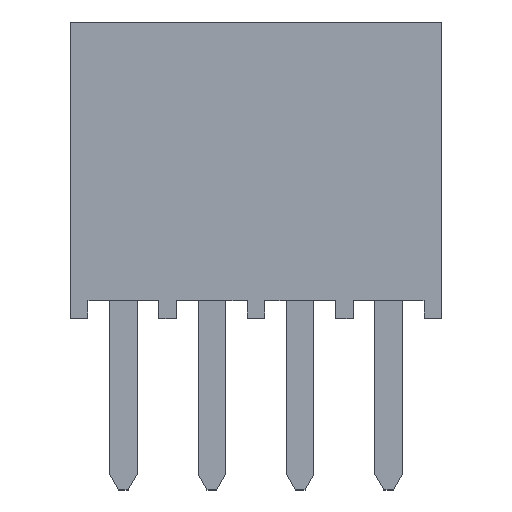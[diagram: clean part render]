
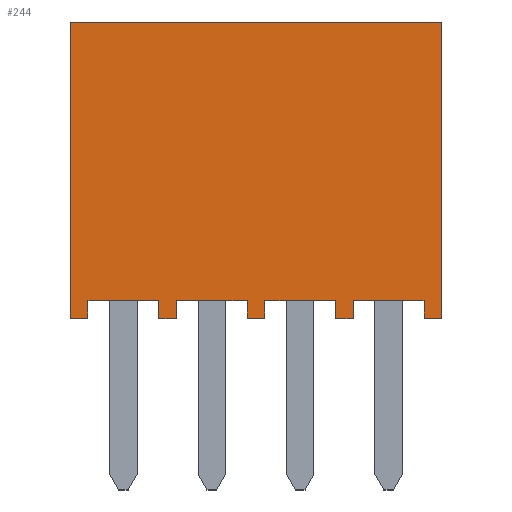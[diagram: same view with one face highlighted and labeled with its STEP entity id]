
A CAD part, top view. The second image highlights one B-rep face of the part: STEP entity #244.
In plain terms, the highlighted planar face has unit normal (0, 0, 1).
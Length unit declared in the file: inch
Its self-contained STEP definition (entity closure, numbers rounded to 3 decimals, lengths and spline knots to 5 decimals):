
#244 = ADVANCED_FACE( '', ( #545 ), #546, .F. );
#545 = FACE_OUTER_BOUND( '', #931, .T. );
#546 = PLANE( '', #932 );
#931 = EDGE_LOOP( '', ( #1470, #1471, #1472, #1473, #1474, #1475, #1476, #1477, #1478, #1479, #1480, #1481, #1482, #1483, #1484, #1485, #1486, #1487, #1488, #1489 ) );
#932 = AXIS2_PLACEMENT_3D( '', #1490, #1491, #1492 );
#1470 = ORIENTED_EDGE( '', *, *, #2364, .F. );
#1471 = ORIENTED_EDGE( '', *, *, #2456, .T. );
#1472 = ORIENTED_EDGE( '', *, *, #2457, .F. );
#1473 = ORIENTED_EDGE( '', *, *, #2458, .F. );
#1474 = ORIENTED_EDGE( '', *, *, #2459, .T. );
#1475 = ORIENTED_EDGE( '', *, *, #2332, .T. );
#1476 = ORIENTED_EDGE( '', *, *, #2460, .F. );
#1477 = ORIENTED_EDGE( '', *, *, #2461, .F. );
#1478 = ORIENTED_EDGE( '', *, *, #2462, .F. );
#1479 = ORIENTED_EDGE( '', *, *, #2346, .T. );
#1480 = ORIENTED_EDGE( '', *, *, #2324, .F. );
#1481 = ORIENTED_EDGE( '', *, *, #2463, .F. );
#1482 = ORIENTED_EDGE( '', *, *, #2464, .F. );
#1483 = ORIENTED_EDGE( '', *, *, #2465, .T. );
#1484 = ORIENTED_EDGE( '', *, *, #2466, .F. );
#1485 = ORIENTED_EDGE( '', *, *, #2319, .F. );
#1486 = ORIENTED_EDGE( '', *, *, #2467, .F. );
#1487 = ORIENTED_EDGE( '', *, *, #2468, .T. );
#1488 = ORIENTED_EDGE( '', *, *, #2469, .F. );
#1489 = ORIENTED_EDGE( '', *, *, #2470, .F. );
#1490 = CARTESIAN_POINT( '', ( -0.21, 0.335, 0.0975 ) );
#1491 = DIRECTION( '', ( 0., 0., -1. ) );
#1492 = DIRECTION( '', ( -1., 0., 0. ) );
#2319 = EDGE_CURVE( '', #2764, #2766, #2767, .T. );
#2324 = EDGE_CURVE( '', #2773, #2775, #2776, .T. );
#2332 = EDGE_CURVE( '', #2788, #2785, #2789, .T. );
#2346 = EDGE_CURVE( '', #2812, #2775, #2813, .T. );
#2364 = EDGE_CURVE( '', #2843, #2845, #2846, .T. );
#2456 = EDGE_CURVE( '', #2843, #3001, #3002, .T. );
#2457 = EDGE_CURVE( '', #3003, #3001, #3004, .T. );
#2458 = EDGE_CURVE( '', #3005, #3003, #3006, .T. );
#2459 = EDGE_CURVE( '', #3005, #2788, #3007, .T. );
#2460 = EDGE_CURVE( '', #3008, #2785, #3009, .T. );
#2461 = EDGE_CURVE( '', #3010, #3008, #3011, .T. );
#2462 = EDGE_CURVE( '', #2812, #3010, #3012, .T. );
#2463 = EDGE_CURVE( '', #3013, #2773, #3014, .T. );
#2464 = EDGE_CURVE( '', #3015, #3013, #3016, .T. );
#2465 = EDGE_CURVE( '', #3015, #3017, #3018, .T. );
#2466 = EDGE_CURVE( '', #2766, #3017, #3019, .T. );
#2467 = EDGE_CURVE( '', #3020, #2764, #3021, .T. );
#2468 = EDGE_CURVE( '', #3020, #3022, #3023, .T. );
#2469 = EDGE_CURVE( '', #3024, #3022, #3025, .T. );
#2470 = EDGE_CURVE( '', #2845, #3024, #3026, .T. );
#2764 = VERTEX_POINT( '', #3417 );
#2766 = VERTEX_POINT( '', #3420 );
#2767 = LINE( '', #3421, #3422 );
#2773 = VERTEX_POINT( '', #3430 );
#2775 = VERTEX_POINT( '', #3433 );
#2776 = LINE( '', #3434, #3435 );
#2785 = VERTEX_POINT( '', #3448 );
#2788 = VERTEX_POINT( '', #3452 );
#2789 = LINE( '', #3453, #3454 );
#2812 = VERTEX_POINT( '', #3487 );
#2813 = LINE( '', #3488, #3489 );
#2843 = VERTEX_POINT( '', #3532 );
#2845 = VERTEX_POINT( '', #3535 );
#2846 = LINE( '', #3536, #3537 );
#3001 = VERTEX_POINT( '', #3763 );
#3002 = LINE( '', #3764, #3765 );
#3003 = VERTEX_POINT( '', #3766 );
#3004 = LINE( '', #3767, #3768 );
#3005 = VERTEX_POINT( '', #3769 );
#3006 = LINE( '', #3770, #3771 );
#3007 = LINE( '', #3772, #3773 );
#3008 = VERTEX_POINT( '', #3774 );
#3009 = LINE( '', #3775, #3776 );
#3010 = VERTEX_POINT( '', #3777 );
#3011 = LINE( '', #3778, #3779 );
#3012 = LINE( '', #3780, #3781 );
#3013 = VERTEX_POINT( '', #3782 );
#3014 = LINE( '', #3783, #3784 );
#3015 = VERTEX_POINT( '', #3785 );
#3016 = LINE( '', #3786, #3787 );
#3017 = VERTEX_POINT( '', #3788 );
#3018 = LINE( '', #3789, #3790 );
#3019 = LINE( '', #3791, #3792 );
#3020 = VERTEX_POINT( '', #3793 );
#3021 = LINE( '', #3794, #3795 );
#3022 = VERTEX_POINT( '', #3796 );
#3023 = LINE( '', #3797, #3798 );
#3024 = VERTEX_POINT( '', #3799 );
#3025 = LINE( '', #3800, #3801 );
#3026 = LINE( '', #3802, #3803 );
#3417 = CARTESIAN_POINT( '', ( 0.09, 0.02, 0.0975 ) );
#3420 = CARTESIAN_POINT( '', ( 0.01, 0.02, 0.0975 ) );
#3421 = CARTESIAN_POINT( '', ( -0.21, 0.02, 0.0975 ) );
#3422 = VECTOR( '', #4328, 39.37008 );
#3430 = CARTESIAN_POINT( '', ( -0.09, 0.02, 0.0975 ) );
#3433 = CARTESIAN_POINT( '', ( -0.09, 0., 0.0975 ) );
#3434 = CARTESIAN_POINT( '', ( -0.09, 0.335, 0.0975 ) );
#3435 = VECTOR( '', #4332, 39.37008 );
#3448 = CARTESIAN_POINT( '', ( -0.19, 0., 0.0975 ) );
#3452 = CARTESIAN_POINT( '', ( -0.21, 0., 0.0975 ) );
#3453 = CARTESIAN_POINT( '', ( -0.21, 0., 0.0975 ) );
#3454 = VECTOR( '', #4338, 39.37008 );
#3487 = CARTESIAN_POINT( '', ( -0.11, 0., 0.0975 ) );
#3488 = CARTESIAN_POINT( '', ( -0.21, 0., 0.0975 ) );
#3489 = VECTOR( '', #4349, 39.37008 );
#3532 = CARTESIAN_POINT( '', ( 0.19, 0., 0.0975 ) );
#3535 = CARTESIAN_POINT( '', ( 0.19, 0.02, 0.0975 ) );
#3536 = CARTESIAN_POINT( '', ( 0.19, 0.335, 0.0975 ) );
#3537 = VECTOR( '', #4364, 39.37008 );
#3763 = CARTESIAN_POINT( '', ( 0.21, 0., 0.0975 ) );
#3764 = CARTESIAN_POINT( '', ( -0.21, 0., 0.0975 ) );
#3765 = VECTOR( '', #4436, 39.37008 );
#3766 = CARTESIAN_POINT( '', ( 0.21, 0.335, 0.0975 ) );
#3767 = CARTESIAN_POINT( '', ( 0.21, 0.335, 0.0975 ) );
#3768 = VECTOR( '', #4437, 39.37008 );
#3769 = CARTESIAN_POINT( '', ( -0.21, 0.335, 0.0975 ) );
#3770 = CARTESIAN_POINT( '', ( -0.21, 0.335, 0.0975 ) );
#3771 = VECTOR( '', #4438, 39.37008 );
#3772 = CARTESIAN_POINT( '', ( -0.21, 0.335, 0.0975 ) );
#3773 = VECTOR( '', #4439, 39.37008 );
#3774 = CARTESIAN_POINT( '', ( -0.19, 0.02, 0.0975 ) );
#3775 = CARTESIAN_POINT( '', ( -0.19, 0.335, 0.0975 ) );
#3776 = VECTOR( '', #4440, 39.37008 );
#3777 = CARTESIAN_POINT( '', ( -0.11, 0.02, 0.0975 ) );
#3778 = CARTESIAN_POINT( '', ( -0.21, 0.02, 0.0975 ) );
#3779 = VECTOR( '', #4441, 39.37008 );
#3780 = CARTESIAN_POINT( '', ( -0.11, 0.335, 0.0975 ) );
#3781 = VECTOR( '', #4442, 39.37008 );
#3782 = CARTESIAN_POINT( '', ( -0.01, 0.02, 0.0975 ) );
#3783 = CARTESIAN_POINT( '', ( -0.21, 0.02, 0.0975 ) );
#3784 = VECTOR( '', #4443, 39.37008 );
#3785 = CARTESIAN_POINT( '', ( -0.01, 0., 0.0975 ) );
#3786 = CARTESIAN_POINT( '', ( -0.01, 0.335, 0.0975 ) );
#3787 = VECTOR( '', #4444, 39.37008 );
#3788 = CARTESIAN_POINT( '', ( 0.01, 0., 0.0975 ) );
#3789 = CARTESIAN_POINT( '', ( -0.21, 0., 0.0975 ) );
#3790 = VECTOR( '', #4445, 39.37008 );
#3791 = CARTESIAN_POINT( '', ( 0.01, 0.335, 0.0975 ) );
#3792 = VECTOR( '', #4446, 39.37008 );
#3793 = CARTESIAN_POINT( '', ( 0.09, 0., 0.0975 ) );
#3794 = CARTESIAN_POINT( '', ( 0.09, 0.335, 0.0975 ) );
#3795 = VECTOR( '', #4447, 39.37008 );
#3796 = CARTESIAN_POINT( '', ( 0.11, 0., 0.0975 ) );
#3797 = CARTESIAN_POINT( '', ( -0.21, 0., 0.0975 ) );
#3798 = VECTOR( '', #4448, 39.37008 );
#3799 = CARTESIAN_POINT( '', ( 0.11, 0.02, 0.0975 ) );
#3800 = CARTESIAN_POINT( '', ( 0.11, 0.335, 0.0975 ) );
#3801 = VECTOR( '', #4449, 39.37008 );
#3802 = CARTESIAN_POINT( '', ( -0.21, 0.02, 0.0975 ) );
#3803 = VECTOR( '', #4450, 39.37008 );
#4328 = DIRECTION( '', ( -1., 0., 0. ) );
#4332 = DIRECTION( '', ( 0., -1., 0. ) );
#4338 = DIRECTION( '', ( 1., 0., 0. ) );
#4349 = DIRECTION( '', ( 1., 0., 0. ) );
#4364 = DIRECTION( '', ( 0., 1., 0. ) );
#4436 = DIRECTION( '', ( 1., 0., 0. ) );
#4437 = DIRECTION( '', ( 0., -1., 0. ) );
#4438 = DIRECTION( '', ( 1., 0., 0. ) );
#4439 = DIRECTION( '', ( 0., -1., 0. ) );
#4440 = DIRECTION( '', ( 0., -1., 0. ) );
#4441 = DIRECTION( '', ( -1., 0., 0. ) );
#4442 = DIRECTION( '', ( 0., 1., 0. ) );
#4443 = DIRECTION( '', ( -1., 0., 0. ) );
#4444 = DIRECTION( '', ( 0., 1., 0. ) );
#4445 = DIRECTION( '', ( 1., 0., 0. ) );
#4446 = DIRECTION( '', ( 0., -1., 0. ) );
#4447 = DIRECTION( '', ( 0., 1., 0. ) );
#4448 = DIRECTION( '', ( 1., 0., 0. ) );
#4449 = DIRECTION( '', ( 0., -1., 0. ) );
#4450 = DIRECTION( '', ( -1., 0., 0. ) );
